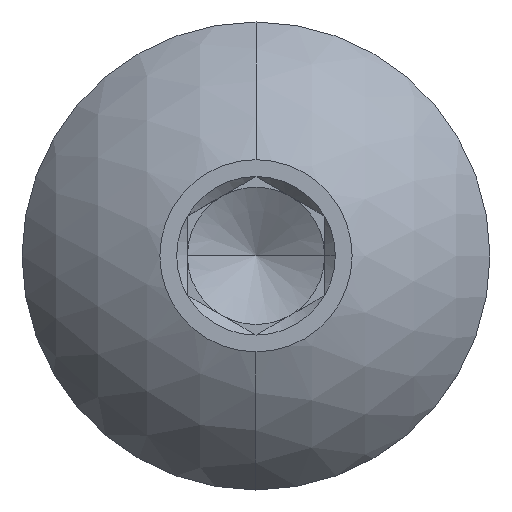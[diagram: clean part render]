
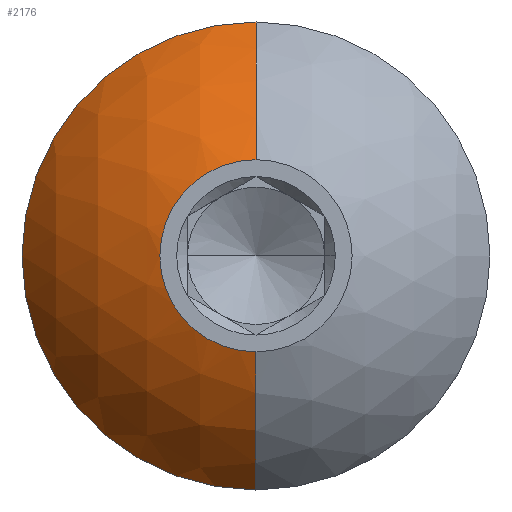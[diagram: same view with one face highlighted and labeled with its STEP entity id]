
A CAD part, top view. The second image highlights one B-rep face of the part: STEP entity #2176.
In plain terms, the highlighted spherical face has radius 3.169 mm.
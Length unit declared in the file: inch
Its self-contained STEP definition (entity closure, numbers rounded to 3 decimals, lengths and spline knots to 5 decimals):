
#24 = DIRECTION ( 'NONE',  ( -1., 0., 0. ) ) ;
#37 = DIRECTION ( 'NONE',  ( 0., 1., 0. ) ) ;
#60 = ORIENTED_EDGE ( 'NONE', *, *, #2456, .F. ) ;
#112 = ORIENTED_EDGE ( 'NONE', *, *, #3608, .T. ) ;
#145 = EDGE_CURVE ( 'NONE', #2655, #2798, #2795, .T. ) ;
#315 = CARTESIAN_POINT ( 'NONE',  ( -0.1065, 0., 0.13389 ) ) ;
#325 = DIRECTION ( 'NONE',  ( 0., -1., 0. ) ) ;
#439 = ORIENTED_EDGE ( 'NONE', *, *, #1715, .F. ) ;
#559 = AXIS2_PLACEMENT_3D ( 'NONE', #1120, #2512, #1967 ) ;
#631 = DIRECTION ( 'NONE',  ( 1., 0., 0. ) ) ;
#840 = DIRECTION ( 'NONE',  ( -1., 0., 0. ) ) ;
#845 = CARTESIAN_POINT ( 'NONE',  ( 0., 0.04375, 0.18575 ) ) ;
#852 = AXIS2_PLACEMENT_3D ( 'NONE', #2662, #3502, #2368 ) ;
#919 = CARTESIAN_POINT ( 'NONE',  ( 0., 0., 0.06892 ) ) ;
#1120 = CARTESIAN_POINT ( 'NONE',  ( 0., 0., 0.13389 ) ) ;
#1204 = VERTEX_POINT ( 'NONE', #315 ) ;
#1331 = VERTEX_POINT ( 'NONE', #3439 ) ;
#1351 = CARTESIAN_POINT ( 'NONE',  ( 0., 0., 0.18575 ) ) ;
#1471 = EDGE_LOOP ( 'NONE', ( #2332, #2656, #439, #60, #112 ) ) ;
#1601 = AXIS2_PLACEMENT_3D ( 'NONE', #3121, #840, #37 ) ;
#1610 = DIRECTION ( 'NONE',  ( 0., 0., 1. ) ) ;
#1687 = AXIS2_PLACEMENT_3D ( 'NONE', #919, #24, #325 ) ;
#1688 = CIRCLE ( 'NONE', #559, 0.1065 ) ;
#1715 = EDGE_CURVE ( 'NONE', #2697, #2798, #2964, .T. ) ;
#1831 = EDGE_CURVE ( 'NONE', #1204, #2655, #1688, .T. ) ;
#1967 = DIRECTION ( 'NONE',  ( 1., 0., 0. ) ) ;
#2019 = CARTESIAN_POINT ( 'NONE',  ( 0., -0.1065, 0.13389 ) ) ;
#2029 = SPHERICAL_SURFACE ( 'NONE', #1601, 0.12476 ) ;
#2176 = ADVANCED_FACE ( 'NONE', ( #2781 ), #2029, .T. ) ;
#2271 = AXIS2_PLACEMENT_3D ( 'NONE', #2873, #2559, #631 ) ;
#2332 = ORIENTED_EDGE ( 'NONE', *, *, #1831, .T. ) ;
#2368 = DIRECTION ( 'NONE',  ( 0., 0., -1. ) ) ;
#2456 = EDGE_CURVE ( 'NONE', #1331, #2697, #3361, .T. ) ;
#2512 = DIRECTION ( 'NONE',  ( 0., 0., 1. ) ) ;
#2559 = DIRECTION ( 'NONE',  ( 0., 0., 1. ) ) ;
#2655 = VERTEX_POINT ( 'NONE', #2019 ) ;
#2656 = ORIENTED_EDGE ( 'NONE', *, *, #145, .T. ) ;
#2662 = CARTESIAN_POINT ( 'NONE',  ( 0., 0., 0.06892 ) ) ;
#2697 = VERTEX_POINT ( 'NONE', #845 ) ;
#2766 = DIRECTION ( 'NONE',  ( 1., 0., 0. ) ) ;
#2781 = FACE_OUTER_BOUND ( 'NONE', #1471, .T. ) ;
#2795 = CIRCLE ( 'NONE', #1687, 0.12476 ) ;
#2798 = VERTEX_POINT ( 'NONE', #3356 ) ;
#2873 = CARTESIAN_POINT ( 'NONE',  ( 0., 0., 0.13389 ) ) ;
#2964 = CIRCLE ( 'NONE', #3559, 0.04375 ) ;
#3121 = CARTESIAN_POINT ( 'NONE',  ( 0., 0., 0.06892 ) ) ;
#3356 = CARTESIAN_POINT ( 'NONE',  ( 0., -0.04375, 0.18575 ) ) ;
#3361 = CIRCLE ( 'NONE', #852, 0.12476 ) ;
#3439 = CARTESIAN_POINT ( 'NONE',  ( 0., 0.1065, 0.13389 ) ) ;
#3452 = CIRCLE ( 'NONE', #2271, 0.1065 ) ;
#3502 = DIRECTION ( 'NONE',  ( 1., 0., 0. ) ) ;
#3559 = AXIS2_PLACEMENT_3D ( 'NONE', #1351, #1610, #2766 ) ;
#3608 = EDGE_CURVE ( 'NONE', #1331, #1204, #3452, .T. ) ;
